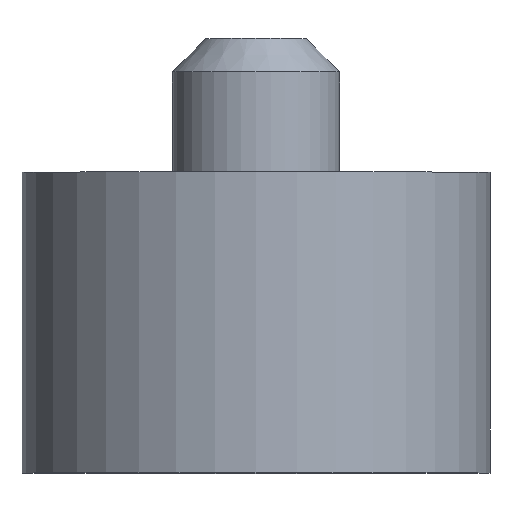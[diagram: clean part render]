
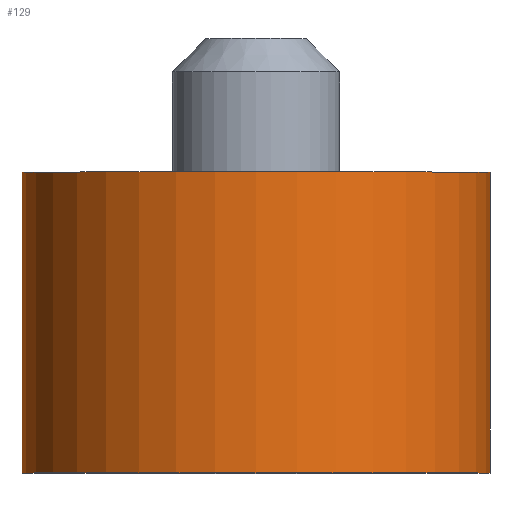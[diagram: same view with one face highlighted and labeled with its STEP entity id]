
A CAD part, top view. The second image highlights one B-rep face of the part: STEP entity #129.
In plain terms, the highlighted cylindrical face has radius 3.5 mm (diameter 7 mm), a full revolution.
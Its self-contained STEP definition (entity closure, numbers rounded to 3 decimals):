
#26=CYLINDRICAL_SURFACE('',#162,3.5);
#35=FACE_OUTER_BOUND('',#48,.T.);
#48=EDGE_LOOP('',(#115,#116,#117,#118));
#54=LINE('',#241,#59);
#59=VECTOR('',#206,3.5);
#65=CIRCLE('',#155,3.5);
#66=CIRCLE('',#157,3.5);
#74=VERTEX_POINT('',#228);
#75=VERTEX_POINT('',#231);
#86=EDGE_CURVE('',#74,#74,#65,.T.);
#87=EDGE_CURVE('',#75,#75,#66,.T.);
#91=EDGE_CURVE('',#74,#75,#54,.T.);
#115=ORIENTED_EDGE('',*,*,#86,.F.);
#116=ORIENTED_EDGE('',*,*,#91,.T.);
#117=ORIENTED_EDGE('',*,*,#87,.F.);
#118=ORIENTED_EDGE('',*,*,#91,.F.);
#129=ADVANCED_FACE('',(#35),#26,.T.);
#155=AXIS2_PLACEMENT_3D('',#229,#189,#190);
#157=AXIS2_PLACEMENT_3D('',#232,#193,#194);
#162=AXIS2_PLACEMENT_3D('',#240,#204,#205);
#189=DIRECTION('center_axis',(0.,-1.,0.));
#190=DIRECTION('ref_axis',(1.,0.,0.));
#193=DIRECTION('center_axis',(0.,1.,0.));
#194=DIRECTION('ref_axis',(1.,0.,0.));
#204=DIRECTION('center_axis',(0.,-1.,0.));
#205=DIRECTION('ref_axis',(1.,0.,0.));
#206=DIRECTION('',(0.,1.,0.));
#228=CARTESIAN_POINT('',(39.5,-42.6,147.));
#229=CARTESIAN_POINT('Origin',(43.,-42.6,147.));
#231=CARTESIAN_POINT('',(39.5,-38.1,147.));
#232=CARTESIAN_POINT('Origin',(43.,-38.1,147.));
#240=CARTESIAN_POINT('Origin',(43.,-40.6,147.));
#241=CARTESIAN_POINT('',(39.5,-40.6,147.));
